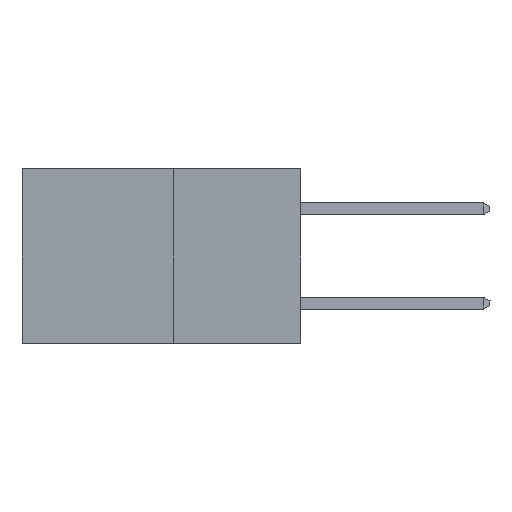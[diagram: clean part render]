
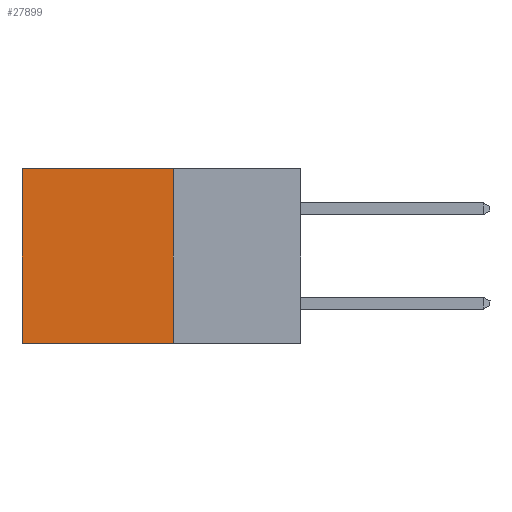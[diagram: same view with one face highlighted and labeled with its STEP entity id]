
A CAD part, left-side view. The second image highlights one B-rep face of the part: STEP entity #27899.
In plain terms, the highlighted planar face has unit normal (-1, 0, 0).
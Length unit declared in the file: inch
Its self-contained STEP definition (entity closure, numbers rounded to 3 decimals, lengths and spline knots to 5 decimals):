
#123 = CARTESIAN_POINT ( 'NONE',  ( 0.277, 0.27, -0.37 ) ) ;
#592 = DIRECTION ( 'NONE',  ( 0., 0., -1. ) ) ;
#1163 = LINE ( 'NONE', #26250, #14016 ) ;
#1583 = EDGE_CURVE ( 'NONE', #30115, #6493, #13229, .T. ) ;
#2565 = FACE_OUTER_BOUND ( 'NONE', #24389, .T. ) ;
#2822 = CARTESIAN_POINT ( 'NONE',  ( 0.277, 0.27, 0. ) ) ;
#3096 = PLANE ( 'NONE',  #11096 ) ;
#5705 = LINE ( 'NONE', #26851, #18470 ) ;
#6493 = VERTEX_POINT ( 'NONE', #26914 ) ;
#7247 = VECTOR ( 'NONE', #592, 39.37008 ) ;
#7288 = VECTOR ( 'NONE', #16366, 39.37008 ) ;
#8130 = LINE ( 'NONE', #13809, #7288 ) ;
#8292 = DIRECTION ( 'NONE',  ( 0., 0., -1. ) ) ;
#9420 = ORIENTED_EDGE ( 'NONE', *, *, #10773, .F. ) ;
#9713 = VERTEX_POINT ( 'NONE', #2822 ) ;
#10773 = EDGE_CURVE ( 'NONE', #15103, #6493, #8130, .T. ) ;
#10864 = EDGE_CURVE ( 'NONE', #9713, #30115, #5705, .T. ) ;
#11096 = AXIS2_PLACEMENT_3D ( 'NONE', #20944, #23526, #8292 ) ;
#13229 = LINE ( 'NONE', #22830, #7247 ) ;
#13809 = CARTESIAN_POINT ( 'NONE',  ( 0.277, 0.27, -0.37 ) ) ;
#14016 = VECTOR ( 'NONE', #28830, 39.37008 ) ;
#14129 = DIRECTION ( 'NONE',  ( 0., 1., 0. ) ) ;
#15103 = VERTEX_POINT ( 'NONE', #123 ) ;
#16366 = DIRECTION ( 'NONE',  ( 0., 1., 0. ) ) ;
#16717 = ORIENTED_EDGE ( 'NONE', *, *, #10864, .T. ) ;
#18470 = VECTOR ( 'NONE', #14129, 39.37008 ) ;
#18940 = ORIENTED_EDGE ( 'NONE', *, *, #1583, .T. ) ;
#19855 = ORIENTED_EDGE ( 'NONE', *, *, #31323, .F. ) ;
#20944 = CARTESIAN_POINT ( 'NONE',  ( 0.277, 0.27, -0.37 ) ) ;
#22830 = CARTESIAN_POINT ( 'NONE',  ( 0.277, 0.59, -0.37 ) ) ;
#23526 = DIRECTION ( 'NONE',  ( 1., 0., 0. ) ) ;
#24389 = EDGE_LOOP ( 'NONE', ( #18940, #9420, #19855, #16717 ) ) ;
#26250 = CARTESIAN_POINT ( 'NONE',  ( 0.277, 0.27, -0.37 ) ) ;
#26851 = CARTESIAN_POINT ( 'NONE',  ( 0.277, 0.27, 0. ) ) ;
#26914 = CARTESIAN_POINT ( 'NONE',  ( 0.277, 0.59, -0.37 ) ) ;
#27899 = ADVANCED_FACE ( 'NONE', ( #2565 ), #3096, .F. ) ;
#28830 = DIRECTION ( 'NONE',  ( 0., 0., -1. ) ) ;
#29109 = CARTESIAN_POINT ( 'NONE',  ( 0.277, 0.59, 0. ) ) ;
#30115 = VERTEX_POINT ( 'NONE', #29109 ) ;
#31323 = EDGE_CURVE ( 'NONE', #9713, #15103, #1163, .T. ) ;
